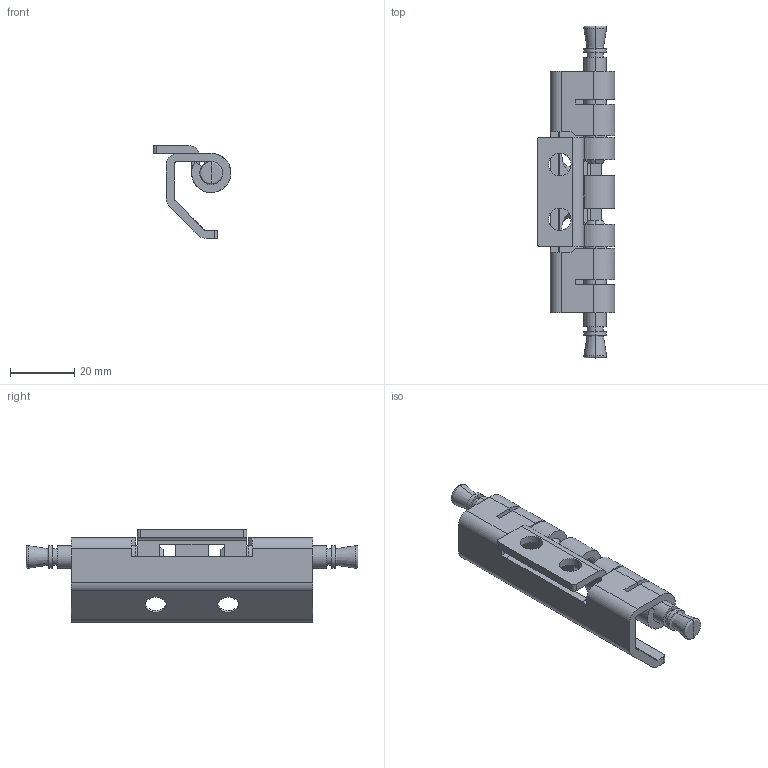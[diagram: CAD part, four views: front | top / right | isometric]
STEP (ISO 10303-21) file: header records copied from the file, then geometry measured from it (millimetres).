
FILE_DESCRIPTION(/* description */ (''),/* implementation_level */ '2;1');
FILE_NAME(/* name */ 'JL130',/* time_stamp */ '2024-10-16T15:10:28+08:00',/* author */ (''),/* organization */ (''),/* preprocessor_version */ 'ST-DEVELOPER v19.2',/* originating_system */ 'Rhino 8.5',/* authorisation */ '');
FILE_SCHEMA (('CONFIG_CONTROL_DESIGN'));
Length unit declared in the file: millimetre
Products named in the file (1): Document
Bounding box: 24.08 x 103 x 28.8 mm (x, y, z)
Volume: 14641.7 mm3; surface area: 13660.5 mm2
Topology: 4 solids, 4 shells, 160 faces, 495 edges, 431 vertices
Faces by surface type: plane 77, cylinder 59, bspline 24
Entity records: 6012 total; most frequent: CARTESIAN_POINT 2431, ORIENTED_EDGE 780, DIRECTION 537, EDGE_CURVE 390, AXIS2_PLACEMENT_3D 335, VERTEX_POINT 238, CIRCLE 199, TRIMMED_CURVE 195
